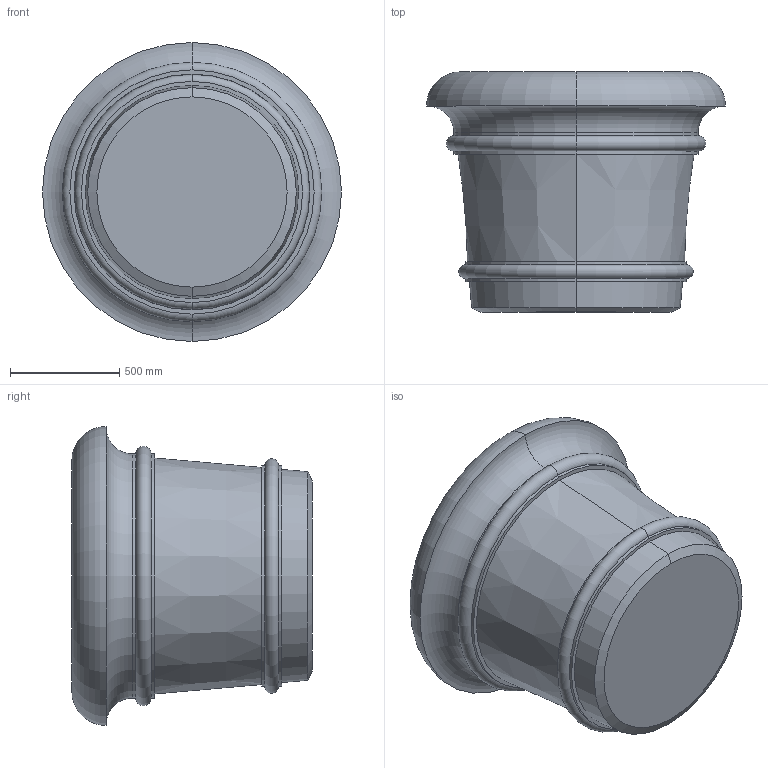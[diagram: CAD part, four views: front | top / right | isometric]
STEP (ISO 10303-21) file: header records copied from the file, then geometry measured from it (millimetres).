
FILE_DESCRIPTION (( 'STEP AP203' ), '1' );
FILE_NAME ('BORROMEO 140 x 110.STEP', '2020-06-01T10:00:49', ( 'admin' ), ( '' ), 'SwSTEP 2.0', 'SolidWorks 2019', '' );
FILE_SCHEMA (( 'CONFIG_CONTROL_DESIGN' ));
Length unit declared in the file: millimetre
Products named in the file (1): BORROMEO 140 x 110
Bounding box: 1370 x 1100.93 x 1370 mm (x, y, z)
Volume: 286561499.1 mm3; surface area: 9224490.3 mm2
Topology: 1 solids, 1 shells, 31 faces, 60 edges, 34 vertices
Faces by surface type: torus 10, cone 8, cylinder 8, plane 5
Entity records: 871 total; most frequent: DIRECTION 168, CARTESIAN_POINT 126, ORIENTED_EDGE 120, AXIS2_PLACEMENT_3D 76, EDGE_CURVE 60, CIRCLE 44, VERTEX_POINT 34, EDGE_LOOP 34
